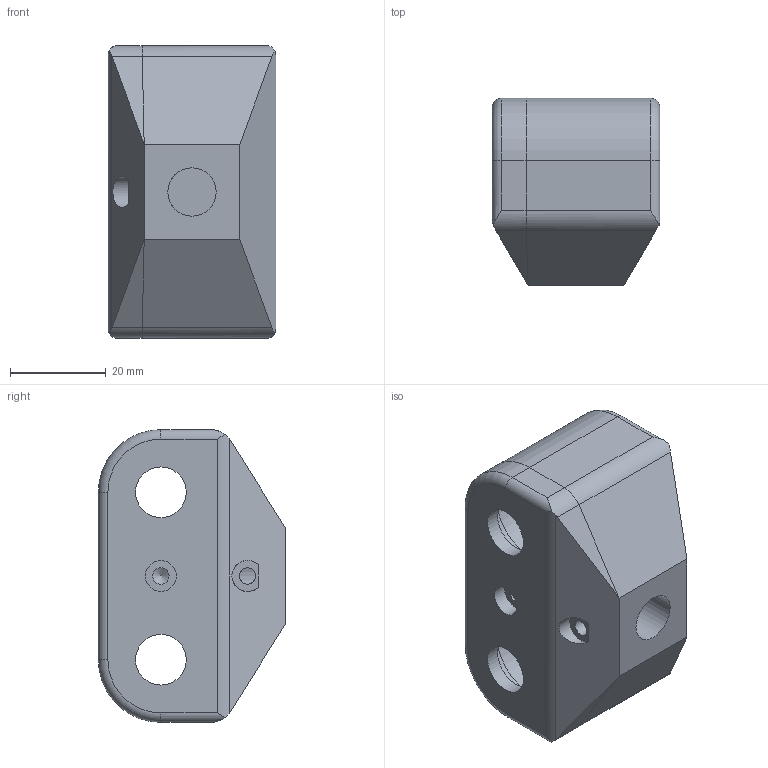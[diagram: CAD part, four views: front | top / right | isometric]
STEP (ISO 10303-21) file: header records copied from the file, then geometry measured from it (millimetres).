
FILE_DESCRIPTION(/* description */ (''),/* implementation_level */ '2;1');
FILE_NAME(/* name */ 'Y_slider v3.step',/* time_stamp */ '2021-07-30T04:01:28-03:00',/* author */ (''),/* organization */ (''),/* preprocessor_version */ 'ST-DEVELOPER v18.1',/* originating_system */ 'Autodesk Translation Framework v10.6.0.1341',/* authorisation */ '');
FILE_SCHEMA (('AUTOMOTIVE_DESIGN { 1 0 10303 214 3 1 1 }'));
Length unit declared in the file: millimetre
Products named in the file (3): Y_slider; Cover; Holder
Assembly tree (2 placements, depth 2):
  Y_slider
    Cover
    Holder
Bounding box: 35.1 x 39.2 x 61.2 mm (x, y, z)
Volume: 49129.3 mm3; surface area: 17589.1 mm2
Topology: 2 solids, 2 shells, 75 faces, 179 edges, 116 vertices
Faces by surface type: plane 38, cylinder 32, torus 4, cone 1
Full cylindrical faces by diameter (mm): 3.4 x5, 6.5 x1, 10.1 x1, 10.6 x4, 19.2 x4
Entity records: 2365 total; most frequent: CARTESIAN_POINT 452, DIRECTION 403, ORIENTED_EDGE 356, EDGE_CURVE 178, AXIS2_PLACEMENT_3D 155, VERTEX_POINT 116, EDGE_LOOP 100, LINE 93
